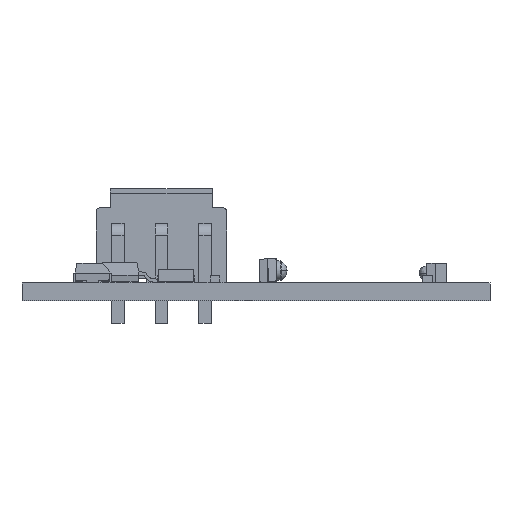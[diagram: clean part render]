
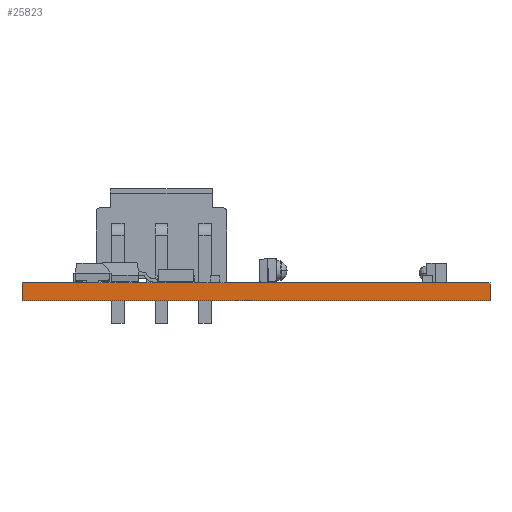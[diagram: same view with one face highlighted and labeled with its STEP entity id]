
A CAD part, front view. The second image highlights one B-rep face of the part: STEP entity #25823.
In plain terms, the highlighted planar face has unit normal (0, -1, 0).
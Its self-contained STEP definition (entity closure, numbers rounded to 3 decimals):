
#24936 = PLANE('',#24937);
#24937 = AXIS2_PLACEMENT_3D('',#24938,#24939,#24940);
#24938 = CARTESIAN_POINT('',(119.255,-92.484,1.6));
#24939 = DIRECTION('',(-0.,-0.,-1.));
#24940 = DIRECTION('',(-1.,0.,0.));
#24964 = PLANE('',#24965);
#24965 = AXIS2_PLACEMENT_3D('',#24966,#24967,#24968);
#24966 = CARTESIAN_POINT('',(137.75,-67.09,0.));
#24967 = DIRECTION('',(1.,0.,-0.));
#24968 = DIRECTION('',(0.,-1.,0.));
#24990 = PLANE('',#24991);
#24991 = AXIS2_PLACEMENT_3D('',#24992,#24993,#24994);
#24992 = CARTESIAN_POINT('',(119.255,-92.484,0.));
#24993 = DIRECTION('',(-0.,-0.,-1.));
#24994 = DIRECTION('',(-1.,0.,0.));
#25083 = VERTEX_POINT('',#25084);
#25084 = CARTESIAN_POINT('',(137.75,-117.09,1.6));
#25105 = EDGE_CURVE('',#25106,#25083,#25108,.T.);
#25106 = VERTEX_POINT('',#25107);
#25107 = CARTESIAN_POINT('',(137.75,-117.09,0.));
#25108 = SURFACE_CURVE('',#25109,(#25113,#25120),.PCURVE_S1.);
#25109 = LINE('',#25110,#25111);
#25110 = CARTESIAN_POINT('',(137.75,-117.09,0.));
#25111 = VECTOR('',#25112,1.);
#25112 = DIRECTION('',(0.,0.,1.));
#25113 = PCURVE('',#24964,#25114);
#25114 = DEFINITIONAL_REPRESENTATION('',(#25115),#25119);
#25115 = LINE('',#25116,#25117);
#25116 = CARTESIAN_POINT('',(50.,0.));
#25117 = VECTOR('',#25118,1.);
#25118 = DIRECTION('',(0.,-1.));
#25119 = ( GEOMETRIC_REPRESENTATION_CONTEXT(2) 
PARAMETRIC_REPRESENTATION_CONTEXT() REPRESENTATION_CONTEXT('2D SPACE',''
  ) );
#25120 = PCURVE('',#25121,#25126);
#25121 = PLANE('',#25122);
#25122 = AXIS2_PLACEMENT_3D('',#25123,#25124,#25125);
#25123 = CARTESIAN_POINT('',(137.75,-117.09,0.));
#25124 = DIRECTION('',(0.,-1.,0.));
#25125 = DIRECTION('',(-1.,0.,0.));
#25126 = DEFINITIONAL_REPRESENTATION('',(#25127),#25131);
#25127 = LINE('',#25128,#25129);
#25128 = CARTESIAN_POINT('',(0.,-0.));
#25129 = VECTOR('',#25130,1.);
#25130 = DIRECTION('',(0.,-1.));
#25131 = ( GEOMETRIC_REPRESENTATION_CONTEXT(2) 
PARAMETRIC_REPRESENTATION_CONTEXT() REPRESENTATION_CONTEXT('2D SPACE',''
  ) );
#25159 = EDGE_CURVE('',#25106,#25160,#25162,.T.);
#25160 = VERTEX_POINT('',#25161);
#25161 = CARTESIAN_POINT('',(95.25,-117.09,0.));
#25162 = SURFACE_CURVE('',#25163,(#25167,#25174),.PCURVE_S1.);
#25163 = LINE('',#25164,#25165);
#25164 = CARTESIAN_POINT('',(137.75,-117.09,0.));
#25165 = VECTOR('',#25166,1.);
#25166 = DIRECTION('',(-1.,0.,0.));
#25167 = PCURVE('',#24990,#25168);
#25168 = DEFINITIONAL_REPRESENTATION('',(#25169),#25173);
#25169 = LINE('',#25170,#25171);
#25170 = CARTESIAN_POINT('',(-18.495,-24.606));
#25171 = VECTOR('',#25172,1.);
#25172 = DIRECTION('',(1.,0.));
#25173 = ( GEOMETRIC_REPRESENTATION_CONTEXT(2) 
PARAMETRIC_REPRESENTATION_CONTEXT() REPRESENTATION_CONTEXT('2D SPACE',''
  ) );
#25174 = PCURVE('',#25121,#25175);
#25175 = DEFINITIONAL_REPRESENTATION('',(#25176),#25180);
#25176 = LINE('',#25177,#25178);
#25177 = CARTESIAN_POINT('',(0.,-0.));
#25178 = VECTOR('',#25179,1.);
#25179 = DIRECTION('',(1.,0.));
#25180 = ( GEOMETRIC_REPRESENTATION_CONTEXT(2) 
PARAMETRIC_REPRESENTATION_CONTEXT() REPRESENTATION_CONTEXT('2D SPACE',''
  ) );
#25198 = PLANE('',#25199);
#25199 = AXIS2_PLACEMENT_3D('',#25200,#25201,#25202);
#25200 = CARTESIAN_POINT('',(95.25,-117.09,0.));
#25201 = DIRECTION('',(-1.,0.,0.));
#25202 = DIRECTION('',(0.,1.,0.));
#25503 = EDGE_CURVE('',#25083,#25504,#25506,.T.);
#25504 = VERTEX_POINT('',#25505);
#25505 = CARTESIAN_POINT('',(95.25,-117.09,1.6));
#25506 = SURFACE_CURVE('',#25507,(#25511,#25518),.PCURVE_S1.);
#25507 = LINE('',#25508,#25509);
#25508 = CARTESIAN_POINT('',(137.75,-117.09,1.6));
#25509 = VECTOR('',#25510,1.);
#25510 = DIRECTION('',(-1.,0.,0.));
#25511 = PCURVE('',#24936,#25512);
#25512 = DEFINITIONAL_REPRESENTATION('',(#25513),#25517);
#25513 = LINE('',#25514,#25515);
#25514 = CARTESIAN_POINT('',(-18.495,-24.606));
#25515 = VECTOR('',#25516,1.);
#25516 = DIRECTION('',(1.,0.));
#25517 = ( GEOMETRIC_REPRESENTATION_CONTEXT(2) 
PARAMETRIC_REPRESENTATION_CONTEXT() REPRESENTATION_CONTEXT('2D SPACE',''
  ) );
#25518 = PCURVE('',#25121,#25519);
#25519 = DEFINITIONAL_REPRESENTATION('',(#25520),#25524);
#25520 = LINE('',#25521,#25522);
#25521 = CARTESIAN_POINT('',(0.,-1.6));
#25522 = VECTOR('',#25523,1.);
#25523 = DIRECTION('',(1.,0.));
#25524 = ( GEOMETRIC_REPRESENTATION_CONTEXT(2) 
PARAMETRIC_REPRESENTATION_CONTEXT() REPRESENTATION_CONTEXT('2D SPACE',''
  ) );
#25823 = ADVANCED_FACE('',(#25824),#25121,.T.);
#25824 = FACE_BOUND('',#25825,.T.);
#25825 = EDGE_LOOP('',(#25826,#25827,#25828,#25849));
#25826 = ORIENTED_EDGE('',*,*,#25105,.T.);
#25827 = ORIENTED_EDGE('',*,*,#25503,.T.);
#25828 = ORIENTED_EDGE('',*,*,#25829,.F.);
#25829 = EDGE_CURVE('',#25160,#25504,#25830,.T.);
#25830 = SURFACE_CURVE('',#25831,(#25835,#25842),.PCURVE_S1.);
#25831 = LINE('',#25832,#25833);
#25832 = CARTESIAN_POINT('',(95.25,-117.09,0.));
#25833 = VECTOR('',#25834,1.);
#25834 = DIRECTION('',(0.,0.,1.));
#25835 = PCURVE('',#25121,#25836);
#25836 = DEFINITIONAL_REPRESENTATION('',(#25837),#25841);
#25837 = LINE('',#25838,#25839);
#25838 = CARTESIAN_POINT('',(42.5,0.));
#25839 = VECTOR('',#25840,1.);
#25840 = DIRECTION('',(0.,-1.));
#25841 = ( GEOMETRIC_REPRESENTATION_CONTEXT(2) 
PARAMETRIC_REPRESENTATION_CONTEXT() REPRESENTATION_CONTEXT('2D SPACE',''
  ) );
#25842 = PCURVE('',#25198,#25843);
#25843 = DEFINITIONAL_REPRESENTATION('',(#25844),#25848);
#25844 = LINE('',#25845,#25846);
#25845 = CARTESIAN_POINT('',(0.,0.));
#25846 = VECTOR('',#25847,1.);
#25847 = DIRECTION('',(0.,-1.));
#25848 = ( GEOMETRIC_REPRESENTATION_CONTEXT(2) 
PARAMETRIC_REPRESENTATION_CONTEXT() REPRESENTATION_CONTEXT('2D SPACE',''
  ) );
#25849 = ORIENTED_EDGE('',*,*,#25159,.F.);
